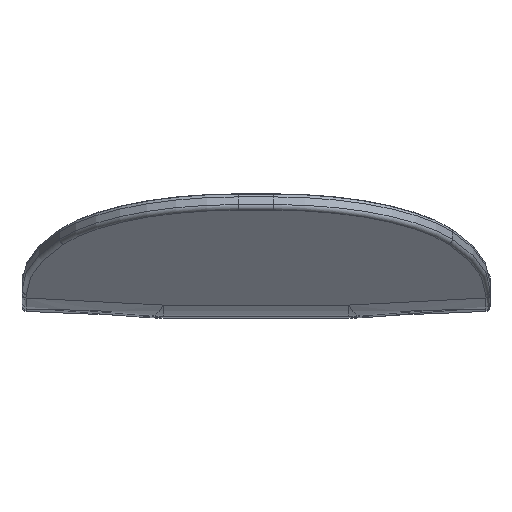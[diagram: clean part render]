
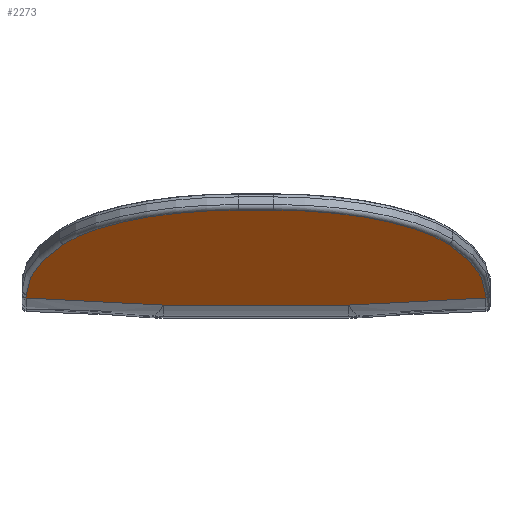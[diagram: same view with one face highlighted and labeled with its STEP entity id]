
A CAD part, top view. The second image highlights one B-rep face of the part: STEP entity #2273.
In plain terms, the highlighted planar face has unit normal (0, -0.951, 0.309).
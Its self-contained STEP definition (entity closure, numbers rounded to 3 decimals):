
#59=PLANE('',#2534);
#88=LINE('',#3515,#164);
#90=LINE('',#3533,#166);
#92=LINE('',#3551,#168);
#144=LINE('',#5056,#220);
#164=VECTOR('',#2629,10.);
#166=VECTOR('',#2651,10.);
#168=VECTOR('',#2673,10.);
#220=VECTOR('',#3017,10.);
#417=FACE_OUTER_BOUND('',#583,.T.);
#583=EDGE_LOOP('',(#2047,#2048,#2049,#2050,#2051,#2052,#2053,#2054,#2055,
#2056));
#690=B_SPLINE_CURVE_WITH_KNOTS('',3,(#5049,#5050,#5051,#5052),
 .UNSPECIFIED.,.F.,.F.,(4,4),(0.263,6.465),
 .UNSPECIFIED.);
#691=B_SPLINE_CURVE_WITH_KNOTS('',3,(#5113,#5114,#5115,#5116),
 .UNSPECIFIED.,.F.,.F.,(4,4),(-6.465,-0.263),
 .UNSPECIFIED.);
#729=CIRCLE('',#2341,166.262);
#732=CIRCLE('',#2345,86.9);
#736=CIRCLE('',#2351,86.9);
#739=CIRCLE('',#2355,166.262);
#889=VERTEX_POINT('',#3497);
#891=VERTEX_POINT('',#3511);
#893=VERTEX_POINT('',#3517);
#895=VERTEX_POINT('',#3523);
#897=VERTEX_POINT('',#3529);
#899=VERTEX_POINT('',#3535);
#901=VERTEX_POINT('',#3541);
#903=VERTEX_POINT('',#3547);
#1031=VERTEX_POINT('',#4976);
#1034=VERTEX_POINT('',#5054);
#1104=EDGE_CURVE('',#889,#891,#88,.T.);
#1107=EDGE_CURVE('',#891,#893,#729,.T.);
#1110=EDGE_CURVE('',#893,#895,#732,.T.);
#1113=EDGE_CURVE('',#895,#897,#90,.T.);
#1116=EDGE_CURVE('',#897,#899,#736,.T.);
#1119=EDGE_CURVE('',#899,#901,#739,.T.);
#1122=EDGE_CURVE('',#901,#903,#92,.T.);
#1348=EDGE_CURVE('',#1031,#889,#690,.T.);
#1350=EDGE_CURVE('',#1034,#1031,#144,.T.);
#1354=EDGE_CURVE('',#903,#1034,#691,.T.);
#2047=ORIENTED_EDGE('',*,*,#1104,.F.);
#2048=ORIENTED_EDGE('',*,*,#1348,.F.);
#2049=ORIENTED_EDGE('',*,*,#1350,.F.);
#2050=ORIENTED_EDGE('',*,*,#1354,.F.);
#2051=ORIENTED_EDGE('',*,*,#1122,.F.);
#2052=ORIENTED_EDGE('',*,*,#1119,.F.);
#2053=ORIENTED_EDGE('',*,*,#1116,.F.);
#2054=ORIENTED_EDGE('',*,*,#1113,.F.);
#2055=ORIENTED_EDGE('',*,*,#1110,.F.);
#2056=ORIENTED_EDGE('',*,*,#1107,.F.);
#2273=ADVANCED_FACE('',(#417),#59,.T.);
#2341=AXIS2_PLACEMENT_3D('',#3521,#2636,#2637);
#2345=AXIS2_PLACEMENT_3D('',#3527,#2644,#2645);
#2351=AXIS2_PLACEMENT_3D('',#3539,#2658,#2659);
#2355=AXIS2_PLACEMENT_3D('',#3545,#2666,#2667);
#2534=AXIS2_PLACEMENT_3D('',#5331,#3086,#3087);
#2629=DIRECTION('',(0.,0.309,0.951));
#2636=DIRECTION('center_axis',(0.,0.951,-0.309));
#2637=DIRECTION('ref_axis',(-0.975,0.069,0.213));
#2644=DIRECTION('center_axis',(0.,0.951,-0.309));
#2645=DIRECTION('ref_axis',(-0.531,0.262,0.806));
#2651=DIRECTION('',(1.,0.,0.));
#2658=DIRECTION('center_axis',(0.,0.951,-0.309));
#2659=DIRECTION('ref_axis',(0.531,0.262,0.806));
#2666=DIRECTION('center_axis',(0.,0.951,-0.309));
#2667=DIRECTION('ref_axis',(0.975,0.069,0.213));
#2673=DIRECTION('',(0.,-0.309,-0.951));
#3017=DIRECTION('',(-1.,0.,0.));
#3086=DIRECTION('center_axis',(0.,-0.951,0.309));
#3087=DIRECTION('ref_axis',(0.,-0.309,-0.951));
#3497=CARTESIAN_POINT('',(2.,4.125,282.181));
#3511=CARTESIAN_POINT('',(2.,5.697,287.018));
#3515=CARTESIAN_POINT('',(2.,-65.16,68.945));
#3517=CARTESIAN_POINT('',(18.626,28.092,355.943));
#3521=CARTESIAN_POINT('Origin',(168.262,5.697,287.018));
#3523=CARTESIAN_POINT('',(96.836,43.24,402.565));
#3527=CARTESIAN_POINT('Origin',(96.836,16.387,319.918));
#3529=CARTESIAN_POINT('',(112.714,43.24,402.565));
#3533=CARTESIAN_POINT('',(0.,43.24,402.565));
#3535=CARTESIAN_POINT('',(190.924,28.092,355.943));
#3539=CARTESIAN_POINT('Origin',(112.714,16.387,319.918));
#3541=CARTESIAN_POINT('',(207.55,5.697,287.018));
#3545=CARTESIAN_POINT('Origin',(41.288,5.697,287.018));
#3547=CARTESIAN_POINT('',(207.55,4.125,282.181));
#3551=CARTESIAN_POINT('',(207.55,-65.16,68.945));
#4976=CARTESIAN_POINT('',(63.176,0.973,272.479));
#5049=CARTESIAN_POINT('Ctrl Pts',(63.176,0.973,272.479));
#5050=CARTESIAN_POINT('Ctrl Pts',(42.781,2.019,275.699));
#5051=CARTESIAN_POINT('Ctrl Pts',(22.395,3.08,278.965));
#5052=CARTESIAN_POINT('Ctrl Pts',(2.,4.125,282.181));
#5054=CARTESIAN_POINT('',(146.374,0.973,272.479));
#5056=CARTESIAN_POINT('',(0.,0.973,272.479));
#5113=CARTESIAN_POINT('Ctrl Pts',(207.55,4.125,282.181));
#5114=CARTESIAN_POINT('Ctrl Pts',(187.155,3.08,278.965));
#5115=CARTESIAN_POINT('Ctrl Pts',(166.769,2.019,275.699));
#5116=CARTESIAN_POINT('Ctrl Pts',(146.374,0.973,272.479));
#5331=CARTESIAN_POINT('Origin',(0.,43.858,404.467));
